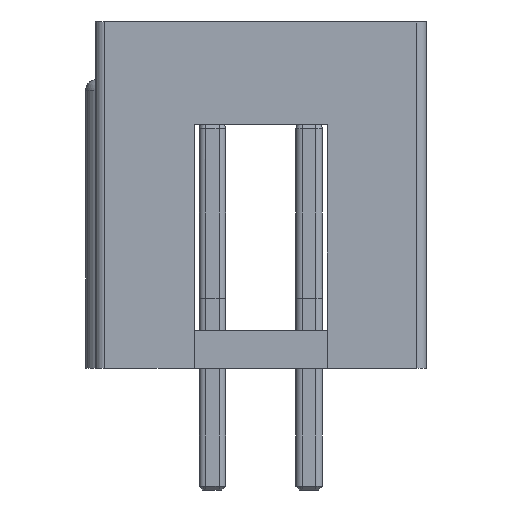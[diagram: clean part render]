
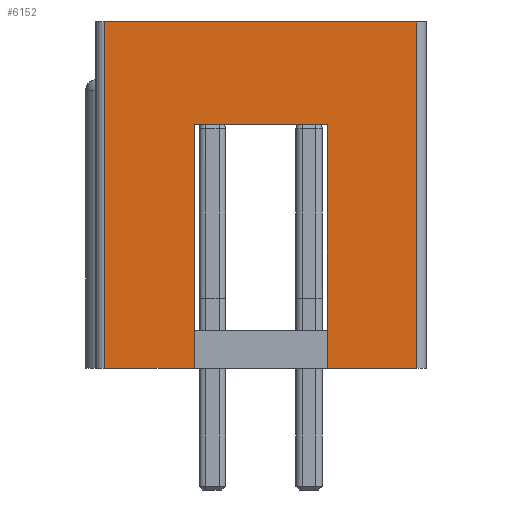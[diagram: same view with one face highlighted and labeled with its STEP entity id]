
A CAD part, left-side view. The second image highlights one B-rep face of the part: STEP entity #6152.
In plain terms, the highlighted planar face has unit normal (-1, 0, 0).
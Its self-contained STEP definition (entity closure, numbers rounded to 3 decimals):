
#69 = PLANE('',#70);
#70 = AXIS2_PLACEMENT_3D('',#71,#72,#73);
#71 = CARTESIAN_POINT('',(0.,0.,0.));
#72 = DIRECTION('',(0.,0.,1.));
#73 = DIRECTION('',(1.,0.,-0.));
#122 = VERTEX_POINT('',#123);
#123 = CARTESIAN_POINT('',(-16.69,4.1,0.));
#138 = CYLINDRICAL_SURFACE('',#139,0.25);
#139 = AXIS2_PLACEMENT_3D('',#140,#141,#142);
#140 = CARTESIAN_POINT('',(-16.44,4.1,0.));
#141 = DIRECTION('',(0.,0.,1.));
#142 = DIRECTION('',(-0.,1.,0.));
#150 = EDGE_CURVE('',#122,#151,#153,.T.);
#151 = VERTEX_POINT('',#152);
#152 = CARTESIAN_POINT('',(-16.69,1.75,0.));
#153 = SURFACE_CURVE('',#154,(#158,#165),.PCURVE_S1.);
#154 = LINE('',#155,#156);
#155 = CARTESIAN_POINT('',(-16.69,4.35,0.));
#156 = VECTOR('',#157,1.);
#157 = DIRECTION('',(0.,-1.,0.));
#158 = PCURVE('',#69,#159);
#159 = DEFINITIONAL_REPRESENTATION('',(#160),#164);
#160 = LINE('',#161,#162);
#161 = CARTESIAN_POINT('',(-16.69,4.35));
#162 = VECTOR('',#163,1.);
#163 = DIRECTION('',(0.,-1.));
#164 = ( GEOMETRIC_REPRESENTATION_CONTEXT(2) 
PARAMETRIC_REPRESENTATION_CONTEXT() REPRESENTATION_CONTEXT('2D SPACE',''
  ) );
#165 = PCURVE('',#166,#171);
#166 = PLANE('',#167);
#167 = AXIS2_PLACEMENT_3D('',#168,#169,#170);
#168 = CARTESIAN_POINT('',(-16.69,4.35,0.));
#169 = DIRECTION('',(1.,0.,-0.));
#170 = DIRECTION('',(0.,-1.,0.));
#171 = DEFINITIONAL_REPRESENTATION('',(#172),#176);
#172 = LINE('',#173,#174);
#173 = CARTESIAN_POINT('',(0.,0.));
#174 = VECTOR('',#175,1.);
#175 = DIRECTION('',(1.,0.));
#176 = ( GEOMETRIC_REPRESENTATION_CONTEXT(2) 
PARAMETRIC_REPRESENTATION_CONTEXT() REPRESENTATION_CONTEXT('2D SPACE',''
  ) );
#194 = PLANE('',#195);
#195 = AXIS2_PLACEMENT_3D('',#196,#197,#198);
#196 = CARTESIAN_POINT('',(-15.69,1.75,0.));
#197 = DIRECTION('',(0.,-1.,0.));
#198 = DIRECTION('',(-1.,0.,0.));
#235 = VERTEX_POINT('',#236);
#236 = CARTESIAN_POINT('',(-16.69,-1.75,0.));
#250 = PLANE('',#251);
#251 = AXIS2_PLACEMENT_3D('',#252,#253,#254);
#252 = CARTESIAN_POINT('',(-16.69,-1.75,0.));
#253 = DIRECTION('',(0.,1.,0.));
#254 = DIRECTION('',(1.,0.,0.));
#262 = EDGE_CURVE('',#235,#263,#265,.T.);
#263 = VERTEX_POINT('',#264);
#264 = CARTESIAN_POINT('',(-16.69,-4.1,0.));
#265 = SURFACE_CURVE('',#266,(#270,#277),.PCURVE_S1.);
#266 = LINE('',#267,#268);
#267 = CARTESIAN_POINT('',(-16.69,4.35,0.));
#268 = VECTOR('',#269,1.);
#269 = DIRECTION('',(0.,-1.,0.));
#270 = PCURVE('',#69,#271);
#271 = DEFINITIONAL_REPRESENTATION('',(#272),#276);
#272 = LINE('',#273,#274);
#273 = CARTESIAN_POINT('',(-16.69,4.35));
#274 = VECTOR('',#275,1.);
#275 = DIRECTION('',(0.,-1.));
#276 = ( GEOMETRIC_REPRESENTATION_CONTEXT(2) 
PARAMETRIC_REPRESENTATION_CONTEXT() REPRESENTATION_CONTEXT('2D SPACE',''
  ) );
#277 = PCURVE('',#166,#278);
#278 = DEFINITIONAL_REPRESENTATION('',(#279),#283);
#279 = LINE('',#280,#281);
#280 = CARTESIAN_POINT('',(0.,0.));
#281 = VECTOR('',#282,1.);
#282 = DIRECTION('',(1.,0.));
#283 = ( GEOMETRIC_REPRESENTATION_CONTEXT(2) 
PARAMETRIC_REPRESENTATION_CONTEXT() REPRESENTATION_CONTEXT('2D SPACE',''
  ) );
#306 = CYLINDRICAL_SURFACE('',#307,0.25);
#307 = AXIS2_PLACEMENT_3D('',#308,#309,#310);
#308 = CARTESIAN_POINT('',(-16.44,-4.1,0.));
#309 = DIRECTION('',(0.,0.,1.));
#310 = DIRECTION('',(0.,-1.,0.));
#5227 = PLANE('',#5228);
#5228 = AXIS2_PLACEMENT_3D('',#5229,#5230,#5231);
#5229 = CARTESIAN_POINT('',(0.,0.,9.1));
#5230 = DIRECTION('',(0.,0.,1.));
#5231 = DIRECTION('',(1.,0.,-0.));
#6107 = EDGE_CURVE('',#122,#6108,#6110,.T.);
#6108 = VERTEX_POINT('',#6109);
#6109 = CARTESIAN_POINT('',(-16.69,4.1,9.1));
#6110 = SURFACE_CURVE('',#6111,(#6115,#6122),.PCURVE_S1.);
#6111 = LINE('',#6112,#6113);
#6112 = CARTESIAN_POINT('',(-16.69,4.1,0.));
#6113 = VECTOR('',#6114,1.);
#6114 = DIRECTION('',(0.,0.,1.));
#6115 = PCURVE('',#138,#6116);
#6116 = DEFINITIONAL_REPRESENTATION('',(#6117),#6121);
#6117 = LINE('',#6118,#6119);
#6118 = CARTESIAN_POINT('',(1.571,0.));
#6119 = VECTOR('',#6120,1.);
#6120 = DIRECTION('',(0.,1.));
#6121 = ( GEOMETRIC_REPRESENTATION_CONTEXT(2) 
PARAMETRIC_REPRESENTATION_CONTEXT() REPRESENTATION_CONTEXT('2D SPACE',''
  ) );
#6122 = PCURVE('',#166,#6123);
#6123 = DEFINITIONAL_REPRESENTATION('',(#6124),#6128);
#6124 = LINE('',#6125,#6126);
#6125 = CARTESIAN_POINT('',(0.25,0.));
#6126 = VECTOR('',#6127,1.);
#6127 = DIRECTION('',(0.,-1.));
#6128 = ( GEOMETRIC_REPRESENTATION_CONTEXT(2) 
PARAMETRIC_REPRESENTATION_CONTEXT() REPRESENTATION_CONTEXT('2D SPACE',''
  ) );
#6152 = ADVANCED_FACE('',(#6153),#166,.F.);
#6153 = FACE_BOUND('',#6154,.F.);
#6154 = EDGE_LOOP('',(#6155,#6156,#6157,#6180,#6201,#6202,#6225,#6253));
#6155 = ORIENTED_EDGE('',*,*,#150,.F.);
#6156 = ORIENTED_EDGE('',*,*,#6107,.T.);
#6157 = ORIENTED_EDGE('',*,*,#6158,.T.);
#6158 = EDGE_CURVE('',#6108,#6159,#6161,.T.);
#6159 = VERTEX_POINT('',#6160);
#6160 = CARTESIAN_POINT('',(-16.69,-4.1,9.1));
#6161 = SURFACE_CURVE('',#6162,(#6166,#6173),.PCURVE_S1.);
#6162 = LINE('',#6163,#6164);
#6163 = CARTESIAN_POINT('',(-16.69,4.35,9.1));
#6164 = VECTOR('',#6165,1.);
#6165 = DIRECTION('',(0.,-1.,0.));
#6166 = PCURVE('',#166,#6167);
#6167 = DEFINITIONAL_REPRESENTATION('',(#6168),#6172);
#6168 = LINE('',#6169,#6170);
#6169 = CARTESIAN_POINT('',(0.,-9.1));
#6170 = VECTOR('',#6171,1.);
#6171 = DIRECTION('',(1.,0.));
#6172 = ( GEOMETRIC_REPRESENTATION_CONTEXT(2) 
PARAMETRIC_REPRESENTATION_CONTEXT() REPRESENTATION_CONTEXT('2D SPACE',''
  ) );
#6173 = PCURVE('',#5227,#6174);
#6174 = DEFINITIONAL_REPRESENTATION('',(#6175),#6179);
#6175 = LINE('',#6176,#6177);
#6176 = CARTESIAN_POINT('',(-16.69,4.35));
#6177 = VECTOR('',#6178,1.);
#6178 = DIRECTION('',(0.,-1.));
#6179 = ( GEOMETRIC_REPRESENTATION_CONTEXT(2) 
PARAMETRIC_REPRESENTATION_CONTEXT() REPRESENTATION_CONTEXT('2D SPACE',''
  ) );
#6180 = ORIENTED_EDGE('',*,*,#6181,.F.);
#6181 = EDGE_CURVE('',#263,#6159,#6182,.T.);
#6182 = SURFACE_CURVE('',#6183,(#6187,#6194),.PCURVE_S1.);
#6183 = LINE('',#6184,#6185);
#6184 = CARTESIAN_POINT('',(-16.69,-4.1,0.));
#6185 = VECTOR('',#6186,1.);
#6186 = DIRECTION('',(0.,0.,1.));
#6187 = PCURVE('',#166,#6188);
#6188 = DEFINITIONAL_REPRESENTATION('',(#6189),#6193);
#6189 = LINE('',#6190,#6191);
#6190 = CARTESIAN_POINT('',(8.45,0.));
#6191 = VECTOR('',#6192,1.);
#6192 = DIRECTION('',(0.,-1.));
#6193 = ( GEOMETRIC_REPRESENTATION_CONTEXT(2) 
PARAMETRIC_REPRESENTATION_CONTEXT() REPRESENTATION_CONTEXT('2D SPACE',''
  ) );
#6194 = PCURVE('',#306,#6195);
#6195 = DEFINITIONAL_REPRESENTATION('',(#6196),#6200);
#6196 = LINE('',#6197,#6198);
#6197 = CARTESIAN_POINT('',(-1.571,0.));
#6198 = VECTOR('',#6199,1.);
#6199 = DIRECTION('',(-0.,1.));
#6200 = ( GEOMETRIC_REPRESENTATION_CONTEXT(2) 
PARAMETRIC_REPRESENTATION_CONTEXT() REPRESENTATION_CONTEXT('2D SPACE',''
  ) );
#6201 = ORIENTED_EDGE('',*,*,#262,.F.);
#6202 = ORIENTED_EDGE('',*,*,#6203,.T.);
#6203 = EDGE_CURVE('',#235,#6204,#6206,.T.);
#6204 = VERTEX_POINT('',#6205);
#6205 = CARTESIAN_POINT('',(-16.69,-1.75,6.4));
#6206 = SURFACE_CURVE('',#6207,(#6211,#6218),.PCURVE_S1.);
#6207 = LINE('',#6208,#6209);
#6208 = CARTESIAN_POINT('',(-16.69,-1.75,0.));
#6209 = VECTOR('',#6210,1.);
#6210 = DIRECTION('',(0.,0.,1.));
#6211 = PCURVE('',#166,#6212);
#6212 = DEFINITIONAL_REPRESENTATION('',(#6213),#6217);
#6213 = LINE('',#6214,#6215);
#6214 = CARTESIAN_POINT('',(6.1,0.));
#6215 = VECTOR('',#6216,1.);
#6216 = DIRECTION('',(0.,-1.));
#6217 = ( GEOMETRIC_REPRESENTATION_CONTEXT(2) 
PARAMETRIC_REPRESENTATION_CONTEXT() REPRESENTATION_CONTEXT('2D SPACE',''
  ) );
#6218 = PCURVE('',#250,#6219);
#6219 = DEFINITIONAL_REPRESENTATION('',(#6220),#6224);
#6220 = LINE('',#6221,#6222);
#6221 = CARTESIAN_POINT('',(0.,0.));
#6222 = VECTOR('',#6223,1.);
#6223 = DIRECTION('',(0.,-1.));
#6224 = ( GEOMETRIC_REPRESENTATION_CONTEXT(2) 
PARAMETRIC_REPRESENTATION_CONTEXT() REPRESENTATION_CONTEXT('2D SPACE',''
  ) );
#6225 = ORIENTED_EDGE('',*,*,#6226,.F.);
#6226 = EDGE_CURVE('',#6227,#6204,#6229,.T.);
#6227 = VERTEX_POINT('',#6228);
#6228 = CARTESIAN_POINT('',(-16.69,1.75,6.4));
#6229 = SURFACE_CURVE('',#6230,(#6234,#6241),.PCURVE_S1.);
#6230 = LINE('',#6231,#6232);
#6231 = CARTESIAN_POINT('',(-16.69,1.75,6.4));
#6232 = VECTOR('',#6233,1.);
#6233 = DIRECTION('',(0.,-1.,0.));
#6234 = PCURVE('',#166,#6235);
#6235 = DEFINITIONAL_REPRESENTATION('',(#6236),#6240);
#6236 = LINE('',#6237,#6238);
#6237 = CARTESIAN_POINT('',(2.6,-6.4));
#6238 = VECTOR('',#6239,1.);
#6239 = DIRECTION('',(1.,0.));
#6240 = ( GEOMETRIC_REPRESENTATION_CONTEXT(2) 
PARAMETRIC_REPRESENTATION_CONTEXT() REPRESENTATION_CONTEXT('2D SPACE',''
  ) );
#6241 = PCURVE('',#6242,#6247);
#6242 = PLANE('',#6243);
#6243 = AXIS2_PLACEMENT_3D('',#6244,#6245,#6246);
#6244 = CARTESIAN_POINT('',(-16.19,0.,6.4));
#6245 = DIRECTION('',(0.,0.,1.));
#6246 = DIRECTION('',(1.,0.,-0.));
#6247 = DEFINITIONAL_REPRESENTATION('',(#6248),#6252);
#6248 = LINE('',#6249,#6250);
#6249 = CARTESIAN_POINT('',(-0.5,1.75));
#6250 = VECTOR('',#6251,1.);
#6251 = DIRECTION('',(0.,-1.));
#6252 = ( GEOMETRIC_REPRESENTATION_CONTEXT(2) 
PARAMETRIC_REPRESENTATION_CONTEXT() REPRESENTATION_CONTEXT('2D SPACE',''
  ) );
#6253 = ORIENTED_EDGE('',*,*,#6254,.F.);
#6254 = EDGE_CURVE('',#151,#6227,#6255,.T.);
#6255 = SURFACE_CURVE('',#6256,(#6260,#6267),.PCURVE_S1.);
#6256 = LINE('',#6257,#6258);
#6257 = CARTESIAN_POINT('',(-16.69,1.75,0.));
#6258 = VECTOR('',#6259,1.);
#6259 = DIRECTION('',(0.,0.,1.));
#6260 = PCURVE('',#166,#6261);
#6261 = DEFINITIONAL_REPRESENTATION('',(#6262),#6266);
#6262 = LINE('',#6263,#6264);
#6263 = CARTESIAN_POINT('',(2.6,0.));
#6264 = VECTOR('',#6265,1.);
#6265 = DIRECTION('',(0.,-1.));
#6266 = ( GEOMETRIC_REPRESENTATION_CONTEXT(2) 
PARAMETRIC_REPRESENTATION_CONTEXT() REPRESENTATION_CONTEXT('2D SPACE',''
  ) );
#6267 = PCURVE('',#194,#6268);
#6268 = DEFINITIONAL_REPRESENTATION('',(#6269),#6273);
#6269 = LINE('',#6270,#6271);
#6270 = CARTESIAN_POINT('',(1.,0.));
#6271 = VECTOR('',#6272,1.);
#6272 = DIRECTION('',(0.,-1.));
#6273 = ( GEOMETRIC_REPRESENTATION_CONTEXT(2) 
PARAMETRIC_REPRESENTATION_CONTEXT() REPRESENTATION_CONTEXT('2D SPACE',''
  ) );
